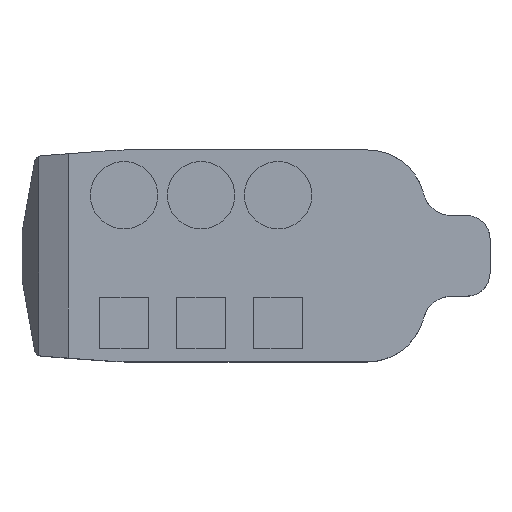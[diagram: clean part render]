
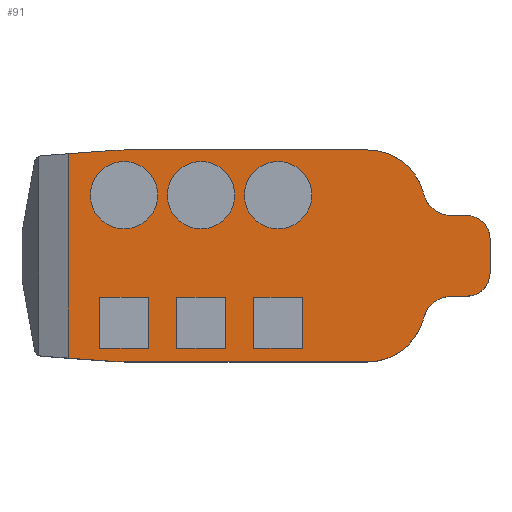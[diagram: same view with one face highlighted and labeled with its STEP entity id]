
A CAD part, top view. The second image highlights one B-rep face of the part: STEP entity #91.
In plain terms, the highlighted planar face has unit normal (0, 0, 1).
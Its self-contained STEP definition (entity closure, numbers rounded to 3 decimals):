
#58=FACE_BOUND('',#230,.T.);
#59=FACE_BOUND('',#231,.T.);
#60=FACE_BOUND('',#232,.T.);
#61=FACE_BOUND('',#233,.T.);
#62=FACE_BOUND('',#234,.T.);
#63=FACE_BOUND('',#235,.T.);
#64=FACE_BOUND('',#236,.T.);
#71=CIRCLE('',#1001,17.5);
#72=CIRCLE('',#1002,17.5);
#73=CIRCLE('',#1003,17.5);
#74=CIRCLE('',#1004,100.);
#75=CIRCLE('',#1005,100.);
#76=CIRCLE('',#1006,30.);
#77=CIRCLE('',#1007,15.);
#78=CIRCLE('',#1008,12.);
#79=CIRCLE('',#1009,12.);
#80=CIRCLE('',#1010,15.);
#81=CIRCLE('',#1011,30.);
#91=ADVANCED_FACE('',(#58,#59,#60,#61,#62,#63,#64),#143,.F.);
#143=PLANE('',#1012);
#230=EDGE_LOOP('',(#297));
#231=EDGE_LOOP('',(#298,#299,#300,#301));
#232=EDGE_LOOP('',(#302));
#233=EDGE_LOOP('',(#303));
#234=EDGE_LOOP('',(#304,#305,#306,#307));
#235=EDGE_LOOP('',(#308,#309,#310,#311));
#236=EDGE_LOOP('',(#312,#313,#314,#315,#316,#317,#318,#319,#320,#321,#322,
#323,#324,#325,#326,#327,#328,#329));
#297=ORIENTED_EDGE('',*,*,#643,.T.);
#298=ORIENTED_EDGE('',*,*,#644,.F.);
#299=ORIENTED_EDGE('',*,*,#645,.F.);
#300=ORIENTED_EDGE('',*,*,#646,.T.);
#301=ORIENTED_EDGE('',*,*,#647,.T.);
#302=ORIENTED_EDGE('',*,*,#648,.T.);
#303=ORIENTED_EDGE('',*,*,#649,.T.);
#304=ORIENTED_EDGE('',*,*,#650,.F.);
#305=ORIENTED_EDGE('',*,*,#651,.F.);
#306=ORIENTED_EDGE('',*,*,#652,.T.);
#307=ORIENTED_EDGE('',*,*,#653,.T.);
#308=ORIENTED_EDGE('',*,*,#654,.F.);
#309=ORIENTED_EDGE('',*,*,#655,.F.);
#310=ORIENTED_EDGE('',*,*,#656,.T.);
#311=ORIENTED_EDGE('',*,*,#657,.T.);
#312=ORIENTED_EDGE('',*,*,#658,.T.);
#313=ORIENTED_EDGE('',*,*,#659,.T.);
#314=ORIENTED_EDGE('',*,*,#660,.T.);
#315=ORIENTED_EDGE('',*,*,#661,.T.);
#316=ORIENTED_EDGE('',*,*,#662,.F.);
#317=ORIENTED_EDGE('',*,*,#663,.T.);
#318=ORIENTED_EDGE('',*,*,#664,.F.);
#319=ORIENTED_EDGE('',*,*,#665,.T.);
#320=ORIENTED_EDGE('',*,*,#666,.F.);
#321=ORIENTED_EDGE('',*,*,#667,.T.);
#322=ORIENTED_EDGE('',*,*,#641,.F.);
#323=ORIENTED_EDGE('',*,*,#668,.T.);
#324=ORIENTED_EDGE('',*,*,#638,.F.);
#325=ORIENTED_EDGE('',*,*,#669,.T.);
#326=ORIENTED_EDGE('',*,*,#670,.T.);
#327=ORIENTED_EDGE('',*,*,#671,.F.);
#328=ORIENTED_EDGE('',*,*,#672,.T.);
#329=ORIENTED_EDGE('',*,*,#673,.T.);
#547=VERTEX_POINT('',#1356);
#550=VERTEX_POINT('',#1361);
#553=VERTEX_POINT('',#1368);
#554=VERTEX_POINT('',#1370);
#555=VERTEX_POINT('',#1374);
#556=VERTEX_POINT('',#1376);
#557=VERTEX_POINT('',#1377);
#558=VERTEX_POINT('',#1379);
#559=VERTEX_POINT('',#1381);
#560=VERTEX_POINT('',#1384);
#561=VERTEX_POINT('',#1386);
#562=VERTEX_POINT('',#1388);
#563=VERTEX_POINT('',#1389);
#564=VERTEX_POINT('',#1391);
#565=VERTEX_POINT('',#1393);
#566=VERTEX_POINT('',#1396);
#567=VERTEX_POINT('',#1397);
#568=VERTEX_POINT('',#1399);
#569=VERTEX_POINT('',#1401);
#570=VERTEX_POINT('',#1404);
#571=VERTEX_POINT('',#1405);
#572=VERTEX_POINT('',#1407);
#573=VERTEX_POINT('',#1409);
#574=VERTEX_POINT('',#1411);
#575=VERTEX_POINT('',#1413);
#576=VERTEX_POINT('',#1415);
#577=VERTEX_POINT('',#1417);
#578=VERTEX_POINT('',#1419);
#579=VERTEX_POINT('',#1421);
#580=VERTEX_POINT('',#1425);
#581=VERTEX_POINT('',#1427);
#582=VERTEX_POINT('',#1429);
#583=VERTEX_POINT('',#1431);
#638=EDGE_CURVE('',#550,#547,#767,.T.);
#641=EDGE_CURVE('',#553,#554,#770,.T.);
#643=EDGE_CURVE('',#555,#555,#71,.T.);
#644=EDGE_CURVE('',#556,#557,#772,.T.);
#645=EDGE_CURVE('',#558,#556,#773,.T.);
#646=EDGE_CURVE('',#558,#559,#774,.T.);
#647=EDGE_CURVE('',#559,#557,#775,.T.);
#648=EDGE_CURVE('',#560,#560,#72,.T.);
#649=EDGE_CURVE('',#561,#561,#73,.T.);
#650=EDGE_CURVE('',#562,#563,#776,.T.);
#651=EDGE_CURVE('',#564,#562,#777,.T.);
#652=EDGE_CURVE('',#564,#565,#778,.T.);
#653=EDGE_CURVE('',#565,#563,#779,.T.);
#654=EDGE_CURVE('',#566,#567,#780,.T.);
#655=EDGE_CURVE('',#568,#566,#781,.T.);
#656=EDGE_CURVE('',#568,#569,#782,.T.);
#657=EDGE_CURVE('',#569,#567,#783,.T.);
#658=EDGE_CURVE('',#570,#571,#784,.T.);
#659=EDGE_CURVE('',#571,#572,#74,.T.);
#660=EDGE_CURVE('',#572,#573,#785,.T.);
#661=EDGE_CURVE('',#573,#574,#786,.T.);
#662=EDGE_CURVE('',#575,#574,#787,.T.);
#663=EDGE_CURVE('',#575,#576,#75,.T.);
#664=EDGE_CURVE('',#577,#576,#788,.T.);
#665=EDGE_CURVE('',#577,#578,#76,.T.);
#666=EDGE_CURVE('',#579,#578,#789,.T.);
#667=EDGE_CURVE('',#579,#554,#77,.T.);
#668=EDGE_CURVE('',#553,#547,#78,.T.);
#669=EDGE_CURVE('',#550,#580,#79,.T.);
#670=EDGE_CURVE('',#580,#581,#790,.T.);
#671=EDGE_CURVE('',#582,#581,#80,.T.);
#672=EDGE_CURVE('',#582,#583,#791,.T.);
#673=EDGE_CURVE('',#583,#570,#81,.T.);
#767=LINE('',#1362,#868);
#770=LINE('',#1369,#871);
#772=LINE('',#1375,#873);
#773=LINE('',#1378,#874);
#774=LINE('',#1380,#875);
#775=LINE('',#1382,#876);
#776=LINE('',#1387,#877);
#777=LINE('',#1390,#878);
#778=LINE('',#1392,#879);
#779=LINE('',#1394,#880);
#780=LINE('',#1395,#881);
#781=LINE('',#1398,#882);
#782=LINE('',#1400,#883);
#783=LINE('',#1402,#884);
#784=LINE('',#1403,#885);
#785=LINE('',#1408,#886);
#786=LINE('',#1410,#887);
#787=LINE('',#1412,#888);
#788=LINE('',#1416,#889);
#789=LINE('',#1420,#890);
#790=LINE('',#1426,#891);
#791=LINE('',#1430,#892);
#868=VECTOR('',#1090,1.);
#871=VECTOR('',#1095,1.);
#873=VECTOR('',#1101,1.);
#874=VECTOR('',#1102,1.);
#875=VECTOR('',#1103,1.);
#876=VECTOR('',#1104,1.);
#877=VECTOR('',#1109,1.);
#878=VECTOR('',#1110,1.);
#879=VECTOR('',#1111,1.);
#880=VECTOR('',#1112,1.);
#881=VECTOR('',#1113,1.);
#882=VECTOR('',#1114,1.);
#883=VECTOR('',#1115,1.);
#884=VECTOR('',#1116,1.);
#885=VECTOR('',#1117,1.);
#886=VECTOR('',#1120,1.);
#887=VECTOR('',#1121,1.);
#888=VECTOR('',#1122,1.);
#889=VECTOR('',#1125,1.);
#890=VECTOR('',#1128,1.);
#891=VECTOR('',#1135,1.);
#892=VECTOR('',#1138,1.);
#1001=AXIS2_PLACEMENT_3D('',#1373,#1099,#1100);
#1002=AXIS2_PLACEMENT_3D('',#1383,#1105,#1106);
#1003=AXIS2_PLACEMENT_3D('',#1385,#1107,#1108);
#1004=AXIS2_PLACEMENT_3D('',#1406,#1118,#1119);
#1005=AXIS2_PLACEMENT_3D('',#1414,#1123,#1124);
#1006=AXIS2_PLACEMENT_3D('',#1418,#1126,#1127);
#1007=AXIS2_PLACEMENT_3D('',#1422,#1129,#1130);
#1008=AXIS2_PLACEMENT_3D('',#1423,#1131,#1132);
#1009=AXIS2_PLACEMENT_3D('',#1424,#1133,#1134);
#1010=AXIS2_PLACEMENT_3D('',#1428,#1136,#1137);
#1011=AXIS2_PLACEMENT_3D('',#1432,#1139,#1140);
#1012=AXIS2_PLACEMENT_3D('',#1433,#1141,#1142);
#1090=DIRECTION('',(0.,-1.,0.));
#1095=DIRECTION('',(-1.,0.,0.));
#1099=DIRECTION('',(0.,0.,-1.));
#1100=DIRECTION('',(-1.,0.,0.));
#1101=DIRECTION('',(0.,-1.,0.));
#1102=DIRECTION('',(-1.,0.,0.));
#1103=DIRECTION('',(0.,-1.,0.));
#1104=DIRECTION('',(-1.,0.,0.));
#1105=DIRECTION('',(0.,0.,-1.));
#1106=DIRECTION('',(-1.,0.,0.));
#1107=DIRECTION('',(0.,0.,-1.));
#1108=DIRECTION('',(-1.,0.,0.));
#1109=DIRECTION('',(0.,-1.,0.));
#1110=DIRECTION('',(-1.,0.,0.));
#1111=DIRECTION('',(0.,-1.,0.));
#1112=DIRECTION('',(-1.,0.,0.));
#1113=DIRECTION('',(0.,-1.,0.));
#1114=DIRECTION('',(-1.,0.,0.));
#1115=DIRECTION('',(0.,-1.,0.));
#1116=DIRECTION('',(-1.,0.,0.));
#1117=DIRECTION('',(-1.,0.,0.));
#1118=DIRECTION('',(0.,0.,1.));
#1119=DIRECTION('',(-1.,0.,0.));
#1120=DIRECTION('',(-0.997,-0.074,0.));
#1121=DIRECTION('',(0.,-1.,0.));
#1122=DIRECTION('',(-0.997,0.074,0.));
#1123=DIRECTION('',(0.,0.,1.));
#1124=DIRECTION('',(-1.,0.,0.));
#1125=DIRECTION('',(-1.,0.,0.));
#1126=DIRECTION('',(0.,0.,1.));
#1127=DIRECTION('',(-1.,0.,0.));
#1128=DIRECTION('',(-0.276,-0.961,0.));
#1129=DIRECTION('',(0.,0.,-1.));
#1130=DIRECTION('',(-1.,0.,0.));
#1131=DIRECTION('',(0.,0.,1.));
#1132=DIRECTION('',(-1.,0.,0.));
#1133=DIRECTION('',(0.,0.,1.));
#1134=DIRECTION('',(-1.,0.,0.));
#1135=DIRECTION('',(-1.,0.,0.));
#1136=DIRECTION('',(0.,0.,1.));
#1137=DIRECTION('',(-1.,0.,0.));
#1138=DIRECTION('',(-0.276,0.961,0.));
#1139=DIRECTION('',(0.,0.,1.));
#1140=DIRECTION('',(-1.,0.,0.));
#1141=DIRECTION('',(0.,0.,-1.));
#1142=DIRECTION('',(1.,0.,0.));
#1356=CARTESIAN_POINT('',(0.,-8.9,0.));
#1361=CARTESIAN_POINT('',(0.,8.9,0.));
#1362=CARTESIAN_POINT('',(0.,0.,0.));
#1368=CARTESIAN_POINT('',(-12.,-20.9,0.));
#1369=CARTESIAN_POINT('',(9.,-20.9,0.));
#1370=CARTESIAN_POINT('',(-19.9,-20.9,0.));
#1373=CARTESIAN_POINT('',(-190.,31.5,0.));
#1374=CARTESIAN_POINT('',(-207.5,31.5,0.));
#1375=CARTESIAN_POINT('',(-202.7,-21.55,0.));
#1376=CARTESIAN_POINT('',(-202.7,-21.55,0.));
#1377=CARTESIAN_POINT('',(-202.7,-48.05,0.));
#1378=CARTESIAN_POINT('',(-177.3,-21.55,0.));
#1379=CARTESIAN_POINT('',(-177.3,-21.55,0.));
#1380=CARTESIAN_POINT('',(-177.3,-21.55,0.));
#1381=CARTESIAN_POINT('',(-177.3,-48.05,0.));
#1382=CARTESIAN_POINT('',(-177.3,-48.05,0.));
#1383=CARTESIAN_POINT('',(-150.,31.5,0.));
#1384=CARTESIAN_POINT('',(-167.5,31.5,0.));
#1385=CARTESIAN_POINT('',(-110.,31.5,0.));
#1386=CARTESIAN_POINT('',(-127.5,31.5,0.));
#1387=CARTESIAN_POINT('',(-162.7,-21.55,0.));
#1388=CARTESIAN_POINT('',(-162.7,-21.55,0.));
#1389=CARTESIAN_POINT('',(-162.7,-48.05,0.));
#1390=CARTESIAN_POINT('',(-137.3,-21.55,0.));
#1391=CARTESIAN_POINT('',(-137.3,-21.55,0.));
#1392=CARTESIAN_POINT('',(-137.3,-21.55,0.));
#1393=CARTESIAN_POINT('',(-137.3,-48.05,0.));
#1394=CARTESIAN_POINT('',(-137.3,-48.05,0.));
#1395=CARTESIAN_POINT('',(-122.7,-21.55,0.));
#1396=CARTESIAN_POINT('',(-122.7,-21.55,0.));
#1397=CARTESIAN_POINT('',(-122.7,-48.05,0.));
#1398=CARTESIAN_POINT('',(-97.3,-21.55,0.));
#1399=CARTESIAN_POINT('',(-97.3,-21.55,0.));
#1400=CARTESIAN_POINT('',(-97.3,-21.55,0.));
#1401=CARTESIAN_POINT('',(-97.3,-48.05,0.));
#1402=CARTESIAN_POINT('',(-97.3,-48.05,0.));
#1403=CARTESIAN_POINT('',(-41.,55.,0.));
#1404=CARTESIAN_POINT('',(-63.589,55.,0.));
#1405=CARTESIAN_POINT('',(-189.283,55.,0.));
#1406=CARTESIAN_POINT('',(-189.283,-45.,0.));
#1407=CARTESIAN_POINT('',(-196.707,54.724,0.));
#1408=CARTESIAN_POINT('',(-193.,55.,0.));
#1409=CARTESIAN_POINT('',(-219.,53.064,0.));
#1410=CARTESIAN_POINT('',(-219.,-55.,0.));
#1411=CARTESIAN_POINT('',(-219.,-53.064,0.));
#1412=CARTESIAN_POINT('',(-193.,-55.,0.));
#1413=CARTESIAN_POINT('',(-196.707,-54.724,0.));
#1414=CARTESIAN_POINT('',(-189.283,45.,0.));
#1415=CARTESIAN_POINT('',(-189.283,-55.,0.));
#1416=CARTESIAN_POINT('',(-41.,-55.,0.));
#1417=CARTESIAN_POINT('',(-63.589,-55.,0.));
#1418=CARTESIAN_POINT('',(-63.589,-25.,0.));
#1419=CARTESIAN_POINT('',(-34.757,-33.291,0.));
#1420=CARTESIAN_POINT('',(-34.316,-31.755,0.));
#1421=CARTESIAN_POINT('',(-34.316,-31.755,0.));
#1422=CARTESIAN_POINT('',(-19.9,-35.9,0.));
#1423=CARTESIAN_POINT('',(-12.,-8.9,0.));
#1424=CARTESIAN_POINT('',(-12.,8.9,0.));
#1425=CARTESIAN_POINT('',(-12.,20.9,0.));
#1426=CARTESIAN_POINT('',(9.,20.9,0.));
#1427=CARTESIAN_POINT('',(-19.9,20.9,0.));
#1428=CARTESIAN_POINT('',(-19.9,35.9,0.));
#1429=CARTESIAN_POINT('',(-34.316,31.755,0.));
#1430=CARTESIAN_POINT('',(-34.316,31.755,0.));
#1431=CARTESIAN_POINT('',(-34.757,33.291,0.));
#1432=CARTESIAN_POINT('',(-63.589,25.,0.));
#1433=CARTESIAN_POINT('',(0.,-55.,0.));
